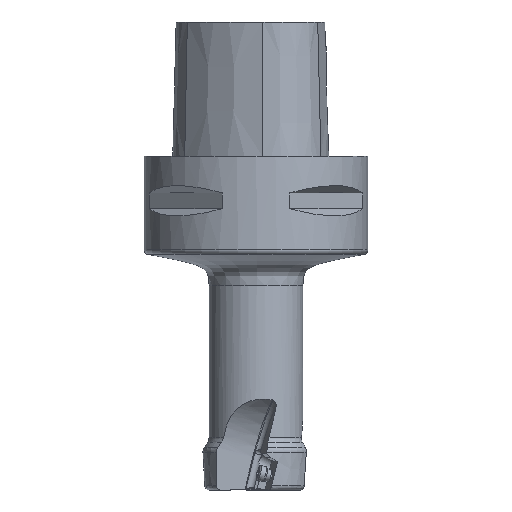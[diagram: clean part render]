
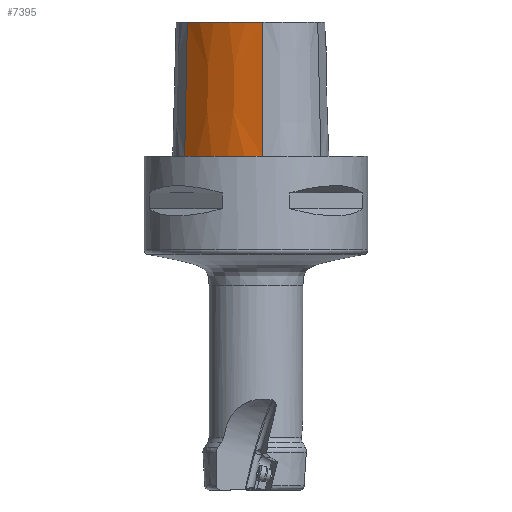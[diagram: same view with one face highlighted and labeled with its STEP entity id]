
A CAD part, left-side view. The second image highlights one B-rep face of the part: STEP entity #7395.
In plain terms, the highlighted conical face has half-angle 1.439 degrees and reference radius 28 mm.
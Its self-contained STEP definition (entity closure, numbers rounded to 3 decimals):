
#6619 = PLANE('',#6620);
#6620 = AXIS2_PLACEMENT_3D('',#6621,#6622,#6623);
#6621 = CARTESIAN_POINT('',(0.,0.,0.));
#6622 = DIRECTION('',(0.,0.,1.));
#6623 = DIRECTION('',(1.,0.,0.));
#7395 = ADVANCED_FACE('',(#7396),#7411,.T.);
#7396 = FACE_BOUND('',#7397,.T.);
#7397 = EDGE_LOOP('',(#7398,#7433,#7461,#7490));
#7398 = ORIENTED_EDGE('',*,*,#7399,.F.);
#7399 = EDGE_CURVE('',#7400,#7402,#7404,.T.);
#7400 = VERTEX_POINT('',#7401);
#7401 = CARTESIAN_POINT('',(-17.584,-1.424,
    0.));
#7402 = VERTEX_POINT('',#7403);
#7403 = CARTESIAN_POINT('',(-7.531,15.953,0.));
#7404 = SURFACE_CURVE('',#7405,(#7410,#7422),.PCURVE_S1.);
#7405 = CIRCLE('',#7406,28.);
#7406 = AXIS2_PLACEMENT_3D('',#7407,#7408,#7409);
#7407 = CARTESIAN_POINT('',(10.068,-5.824,0.));
#7408 = DIRECTION('',(0.,0.,-1.));
#7409 = DIRECTION('',(-1.,0.,0.));
#7410 = PCURVE('',#7411,#7416);
#7411 = CONICAL_SURFACE('',#7412,28.,0.025);
#7412 = AXIS2_PLACEMENT_3D('',#7413,#7414,#7415);
#7413 = CARTESIAN_POINT('',(10.068,-5.824,0.));
#7414 = DIRECTION('',(0.,0.,-1.));
#7415 = DIRECTION('',(-1.,0.,0.));
#7416 = DEFINITIONAL_REPRESENTATION('',(#7417),#7421);
#7417 = LINE('',#7418,#7419);
#7418 = CARTESIAN_POINT('',(0.,0.));
#7419 = VECTOR('',#7420,1.);
#7420 = DIRECTION('',(1.,0.));
#7421 = ( GEOMETRIC_REPRESENTATION_CONTEXT(2) 
PARAMETRIC_REPRESENTATION_CONTEXT() REPRESENTATION_CONTEXT('2D SPACE',''
  ) );
#7422 = PCURVE('',#6619,#7423);
#7423 = DEFINITIONAL_REPRESENTATION('',(#7424),#7432);
#7424 = ( BOUNDED_CURVE() B_SPLINE_CURVE(2,(#7425,#7426,#7427,#7428,
#7429,#7430,#7431),.UNSPECIFIED.,.T.,.F.) B_SPLINE_CURVE_WITH_KNOTS((1,2
    ,2,2,2,1),(-2.094,0.,2.094,4.189,
6.283,8.378),.UNSPECIFIED.) CURVE() 
GEOMETRIC_REPRESENTATION_ITEM() RATIONAL_B_SPLINE_CURVE((1.,0.5,1.,0.5,
1.,0.5,1.)) REPRESENTATION_ITEM('') );
#7425 = CARTESIAN_POINT('',(-17.932,-5.824));
#7426 = CARTESIAN_POINT('',(-17.932,42.673));
#7427 = CARTESIAN_POINT('',(24.068,18.424));
#7428 = CARTESIAN_POINT('',(66.068,-5.824));
#7429 = CARTESIAN_POINT('',(24.068,-30.073));
#7430 = CARTESIAN_POINT('',(-17.932,-54.322));
#7431 = CARTESIAN_POINT('',(-17.932,-5.824));
#7432 = ( GEOMETRIC_REPRESENTATION_CONTEXT(2) 
PARAMETRIC_REPRESENTATION_CONTEXT() REPRESENTATION_CONTEXT('2D SPACE',''
  ) );
#7433 = ORIENTED_EDGE('',*,*,#7434,.F.);
#7434 = EDGE_CURVE('',#7435,#7400,#7437,.T.);
#7435 = VERTEX_POINT('',#7436);
#7436 = CARTESIAN_POINT('',(-16.84,-1.543,30.));
#7437 = SURFACE_CURVE('',#7438,(#7442,#7449),.PCURVE_S1.);
#7438 = LINE('',#7439,#7440);
#7439 = CARTESIAN_POINT('',(-17.584,-1.424,
    0.));
#7440 = VECTOR('',#7441,1.);
#7441 = DIRECTION('',(-0.025,0.004,
    -1.));
#7442 = PCURVE('',#7411,#7443);
#7443 = DEFINITIONAL_REPRESENTATION('',(#7444),#7448);
#7444 = LINE('',#7445,#7446);
#7445 = CARTESIAN_POINT('',(0.158,0.));
#7446 = VECTOR('',#7447,1.);
#7447 = DIRECTION('',(0.,1.));
#7448 = ( GEOMETRIC_REPRESENTATION_CONTEXT(2) 
PARAMETRIC_REPRESENTATION_CONTEXT() REPRESENTATION_CONTEXT('2D SPACE',''
  ) );
#7449 = PCURVE('',#7450,#7455);
#7450 = CONICAL_SURFACE('',#7451,12.,0.025);
#7451 = AXIS2_PLACEMENT_3D('',#7452,#7453,#7454);
#7452 = CARTESIAN_POINT('',(-5.733,-3.31,0.));
#7453 = DIRECTION('',(0.,0.,-1.));
#7454 = DIRECTION('',(-1.,0.,0.));
#7455 = DEFINITIONAL_REPRESENTATION('',(#7456),#7460);
#7456 = LINE('',#7457,#7458);
#7457 = CARTESIAN_POINT('',(6.441,0.));
#7458 = VECTOR('',#7459,1.);
#7459 = DIRECTION('',(0.,1.));
#7460 = ( GEOMETRIC_REPRESENTATION_CONTEXT(2) 
PARAMETRIC_REPRESENTATION_CONTEXT() REPRESENTATION_CONTEXT('2D SPACE',''
  ) );
#7461 = ORIENTED_EDGE('',*,*,#7462,.T.);
#7462 = EDGE_CURVE('',#7435,#7463,#7465,.T.);
#7463 = VERTEX_POINT('',#7464);
#7464 = CARTESIAN_POINT('',(-7.058,15.367,30.));
#7465 = SURFACE_CURVE('',#7466,(#7471,#7478),.PCURVE_S1.);
#7466 = CIRCLE('',#7467,27.246);
#7467 = AXIS2_PLACEMENT_3D('',#7468,#7469,#7470);
#7468 = CARTESIAN_POINT('',(10.068,-5.824,30.));
#7469 = DIRECTION('',(0.,0.,-1.));
#7470 = DIRECTION('',(-1.,0.,0.));
#7471 = PCURVE('',#7411,#7472);
#7472 = DEFINITIONAL_REPRESENTATION('',(#7473),#7477);
#7473 = LINE('',#7474,#7475);
#7474 = CARTESIAN_POINT('',(0.,-30.));
#7475 = VECTOR('',#7476,1.);
#7476 = DIRECTION('',(1.,0.));
#7477 = ( GEOMETRIC_REPRESENTATION_CONTEXT(2) 
PARAMETRIC_REPRESENTATION_CONTEXT() REPRESENTATION_CONTEXT('2D SPACE',''
  ) );
#7478 = PCURVE('',#7479,#7484);
#7479 = PLANE('',#7480);
#7480 = AXIS2_PLACEMENT_3D('',#7481,#7482,#7483);
#7481 = CARTESIAN_POINT('',(5.04,0.398,30.));
#7482 = DIRECTION('',(0.,0.,-1.));
#7483 = DIRECTION('',(-1.,0.,0.));
#7484 = DEFINITIONAL_REPRESENTATION('',(#7485),#7489);
#7485 = CIRCLE('',#7486,27.246);
#7486 = AXIS2_PLACEMENT_2D('',#7487,#7488);
#7487 = CARTESIAN_POINT('',(-5.028,-6.222));
#7488 = DIRECTION('',(1.,0.));
#7489 = ( GEOMETRIC_REPRESENTATION_CONTEXT(2) 
PARAMETRIC_REPRESENTATION_CONTEXT() REPRESENTATION_CONTEXT('2D SPACE',''
  ) );
#7490 = ORIENTED_EDGE('',*,*,#7491,.T.);
#7491 = EDGE_CURVE('',#7463,#7402,#7492,.T.);
#7492 = SURFACE_CURVE('',#7493,(#7497,#7504),.PCURVE_S1.);
#7493 = LINE('',#7494,#7495);
#7494 = CARTESIAN_POINT('',(-7.531,15.953,0.));
#7495 = VECTOR('',#7496,1.);
#7496 = DIRECTION('',(-0.016,0.02,
    -1.));
#7497 = PCURVE('',#7411,#7498);
#7498 = DEFINITIONAL_REPRESENTATION('',(#7499),#7503);
#7499 = LINE('',#7500,#7501);
#7500 = CARTESIAN_POINT('',(0.891,0.));
#7501 = VECTOR('',#7502,1.);
#7502 = DIRECTION('',(0.,1.));
#7503 = ( GEOMETRIC_REPRESENTATION_CONTEXT(2) 
PARAMETRIC_REPRESENTATION_CONTEXT() REPRESENTATION_CONTEXT('2D SPACE',''
  ) );
#7504 = PCURVE('',#7505,#7510);
#7505 = CONICAL_SURFACE('',#7506,12.,0.025);
#7506 = AXIS2_PLACEMENT_3D('',#7507,#7508,#7509);
#7507 = CARTESIAN_POINT('',(0.011,6.62,0.));
#7508 = DIRECTION('',(0.,0.,-1.));
#7509 = DIRECTION('',(-1.,0.,0.));
#7510 = DEFINITIONAL_REPRESENTATION('',(#7511),#7515);
#7511 = LINE('',#7512,#7513);
#7512 = CARTESIAN_POINT('',(0.891,0.));
#7513 = VECTOR('',#7514,1.);
#7514 = DIRECTION('',(0.,1.));
#7515 = ( GEOMETRIC_REPRESENTATION_CONTEXT(2) 
PARAMETRIC_REPRESENTATION_CONTEXT() REPRESENTATION_CONTEXT('2D SPACE',''
  ) );
